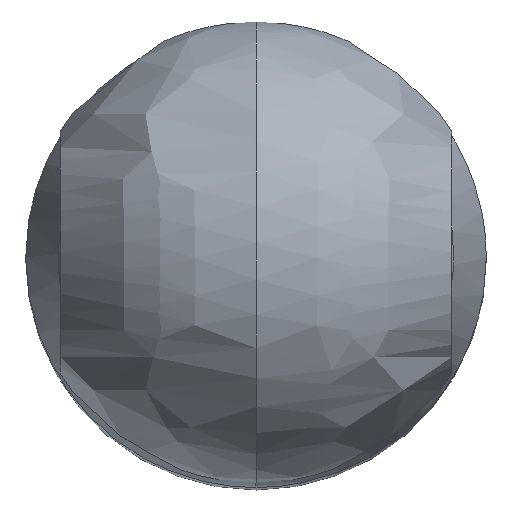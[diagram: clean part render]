
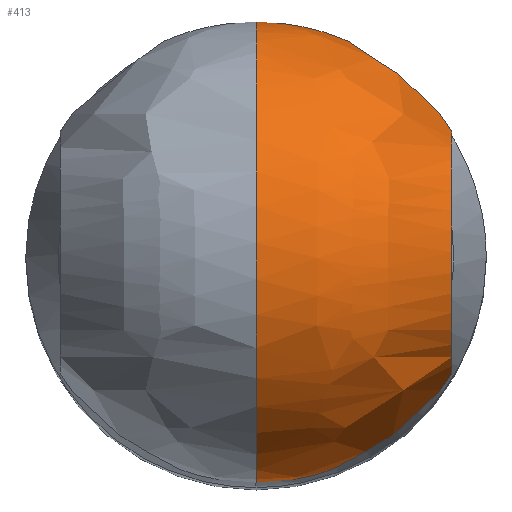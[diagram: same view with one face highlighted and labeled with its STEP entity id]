
A CAD part, top view. The second image highlights one B-rep face of the part: STEP entity #413.
In plain terms, the highlighted free-form (B-spline) face has degree [3, 3] with [4, 4] control points.
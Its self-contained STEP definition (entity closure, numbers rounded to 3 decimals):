
#45=CIRCLE('',#448,3.285);
#50=(
BOUNDED_CURVE()
B_SPLINE_CURVE(3,(#2154,#2155,#2156,#2157),.UNSPECIFIED.,.F.,.F.)
B_SPLINE_CURVE_WITH_KNOTS((4,4),(0.,1.),.PIECEWISE_BEZIER_KNOTS.)
CURVE()
GEOMETRIC_REPRESENTATION_ITEM()
RATIONAL_B_SPLINE_CURVE((1.,0.333,0.333,1.))
REPRESENTATION_ITEM('')
);
#51=(
BOUNDED_CURVE()
B_SPLINE_CURVE(3,(#2160,#2161,#2162,#2163),.UNSPECIFIED.,.F.,.F.)
B_SPLINE_CURVE_WITH_KNOTS((4,4),(0.,1.),.PIECEWISE_BEZIER_KNOTS.)
CURVE()
GEOMETRIC_REPRESENTATION_ITEM()
RATIONAL_B_SPLINE_CURVE((1.,0.333,0.333,1.))
REPRESENTATION_ITEM('')
);
#52=(
BOUNDED_CURVE()
B_SPLINE_CURVE(3,(#2165,#2166,#2167,#2168),.UNSPECIFIED.,.F.,.F.)
B_SPLINE_CURVE_WITH_KNOTS((4,4),(0.,1.),.PIECEWISE_BEZIER_KNOTS.)
CURVE()
GEOMETRIC_REPRESENTATION_ITEM()
RATIONAL_B_SPLINE_CURVE((1.,0.333,0.333,1.))
REPRESENTATION_ITEM('')
);
#72=(
BOUNDED_SURFACE()
B_SPLINE_SURFACE(3,3,((#2361,#2362,#2363,#2364),(#2365,#2366,#2367,#2368),
(#2369,#2370,#2371,#2372),(#2373,#2374,#2375,#2376)),.SPHERICAL_SURF.,.F.,
 .F.,.F.)
B_SPLINE_SURFACE_WITH_KNOTS((4,4),(4,4),(0.,1.),(0.,0.5),
 .PIECEWISE_BEZIER_KNOTS.)
GEOMETRIC_REPRESENTATION_ITEM()
RATIONAL_B_SPLINE_SURFACE(((1.,0.333,0.333,1.),
(0.333,0.111,0.111,0.333),
(0.333,0.111,0.111,0.333),
(1.,0.333,0.333,1.)))
REPRESENTATION_ITEM('')
SURFACE()
);
#171=ORIENTED_EDGE('',*,*,#218,.F.);
#172=ORIENTED_EDGE('',*,*,#217,.T.);
#173=ORIENTED_EDGE('',*,*,#256,.F.);
#174=ORIENTED_EDGE('',*,*,#211,.F.);
#175=ORIENTED_EDGE('',*,*,#219,.T.);
#176=ORIENTED_EDGE('',*,*,#255,.F.);
#211=EDGE_CURVE('',#268,#269,#310,.T.);
#217=EDGE_CURVE('',#273,#274,#50,.T.);
#218=EDGE_CURVE('',#273,#275,#51,.T.);
#219=EDGE_CURVE('',#268,#275,#52,.T.);
#255=EDGE_CURVE('',#299,#299,#45,.F.);
#256=EDGE_CURVE('',#269,#274,#318,.F.);
#268=VERTEX_POINT('',#2065);
#269=VERTEX_POINT('',#2066);
#273=VERTEX_POINT('',#2158);
#274=VERTEX_POINT('',#2159);
#275=VERTEX_POINT('',#2164);
#299=VERTEX_POINT('',#2360);
#310=B_SPLINE_CURVE_WITH_KNOTS('',3,(#2058,#2059,#2060,#2061,#2062,#2063,
#2064),.UNSPECIFIED.,.F.,.F.,(4,1,1,1,4),(0.125,0.219,
0.313,0.406,0.5),.UNSPECIFIED.);
#318=B_SPLINE_CURVE_WITH_KNOTS('',3,(#2377,#2378,#2379,#2380,#2381,#2382,
#2383,#2384,#2385,#2386),.UNSPECIFIED.,.F.,.F.,(4,1,1,1,1,1,1,4),(0.375,
0.406,0.422,0.438,0.453,
0.469,0.484,0.5),.UNSPECIFIED.);
#345=EDGE_LOOP('',(#171,#172,#173,#174,#175));
#346=EDGE_LOOP('',(#176));
#376=FACE_BOUND('',#345,.T.);
#377=FACE_BOUND('',#346,.T.);
#413=ADVANCED_FACE('',(#376,#377),#72,.T.);
#448=AXIS2_PLACEMENT_3D('',#2359,#493,#494);
#493=DIRECTION('',(-1.,0.,0.));
#494=DIRECTION('',(0.,1.,0.));
#2058=CARTESIAN_POINT('',(0.,-20.389,0.572));
#2059=CARTESIAN_POINT('',(0.956,-20.389,0.572));
#2060=CARTESIAN_POINT('',(2.862,-20.968,0.572));
#2061=CARTESIAN_POINT('',(4.757,-23.278,0.572));
#2062=CARTESIAN_POINT('',(5.054,-26.246,0.572));
#2063=CARTESIAN_POINT('',(4.111,-28.014,0.572));
#2064=CARTESIAN_POINT('',(3.437,-28.687,0.572));
#2065=CARTESIAN_POINT('',(0.,-20.389,0.572));
#2066=CARTESIAN_POINT('',(3.437,-28.687,0.572));
#2154=CARTESIAN_POINT('',(0.,-31.5,4.5));
#2155=CARTESIAN_POINT('',(0.,-31.5,-8.));
#2156=CARTESIAN_POINT('',(0.,-19.,-8.));
#2157=CARTESIAN_POINT('',(0.,-19.,4.5));
#2158=CARTESIAN_POINT('',(0.,-31.5,4.5));
#2159=CARTESIAN_POINT('',(0.,-30.111,0.572));
#2160=CARTESIAN_POINT('',(0.,-31.5,4.5));
#2161=CARTESIAN_POINT('',(0.,-31.5,17.));
#2162=CARTESIAN_POINT('',(0.,-19.,17.));
#2163=CARTESIAN_POINT('',(0.,-19.,4.5));
#2164=CARTESIAN_POINT('',(0.,-19.,4.5));
#2165=CARTESIAN_POINT('',(0.,-31.5,4.5));
#2166=CARTESIAN_POINT('',(0.,-31.5,-8.));
#2167=CARTESIAN_POINT('',(0.,-19.,-8.));
#2168=CARTESIAN_POINT('',(0.,-19.,4.5));
#2359=CARTESIAN_POINT('',(5.317,-25.25,4.5));
#2360=CARTESIAN_POINT('',(5.317,-21.965,4.5));
#2361=CARTESIAN_POINT('',(0.,-31.5,4.5));
#2362=CARTESIAN_POINT('',(0.,-31.5,4.5));
#2363=CARTESIAN_POINT('',(0.,-31.5,4.5));
#2364=CARTESIAN_POINT('',(0.,-31.5,4.5));
#2365=CARTESIAN_POINT('',(0.,-31.5,-8.));
#2366=CARTESIAN_POINT('',(25.,-31.5,-8.));
#2367=CARTESIAN_POINT('',(25.,-31.5,17.));
#2368=CARTESIAN_POINT('',(0.,-31.5,17.));
#2369=CARTESIAN_POINT('',(0.,-19.,-8.));
#2370=CARTESIAN_POINT('',(25.,-19.,-8.));
#2371=CARTESIAN_POINT('',(25.,-19.,17.));
#2372=CARTESIAN_POINT('',(0.,-19.,17.));
#2373=CARTESIAN_POINT('',(0.,-19.,4.5));
#2374=CARTESIAN_POINT('',(0.,-19.,4.5));
#2375=CARTESIAN_POINT('',(0.,-19.,4.5));
#2376=CARTESIAN_POINT('',(0.,-19.,4.5));
#2377=CARTESIAN_POINT('',(0.,-30.111,0.572));
#2378=CARTESIAN_POINT('',(0.313,-30.111,0.571));
#2379=CARTESIAN_POINT('',(0.813,-30.059,0.572));
#2380=CARTESIAN_POINT('',(1.391,-29.916,0.572));
#2381=CARTESIAN_POINT('',(1.875,-29.743,0.572));
#2382=CARTESIAN_POINT('',(2.267,-29.559,0.572));
#2383=CARTESIAN_POINT('',(2.717,-29.291,0.572));
#2384=CARTESIAN_POINT('',(3.066,-29.031,0.571));
#2385=CARTESIAN_POINT('',(3.316,-28.808,0.572));
#2386=CARTESIAN_POINT('',(3.437,-28.687,0.572));
